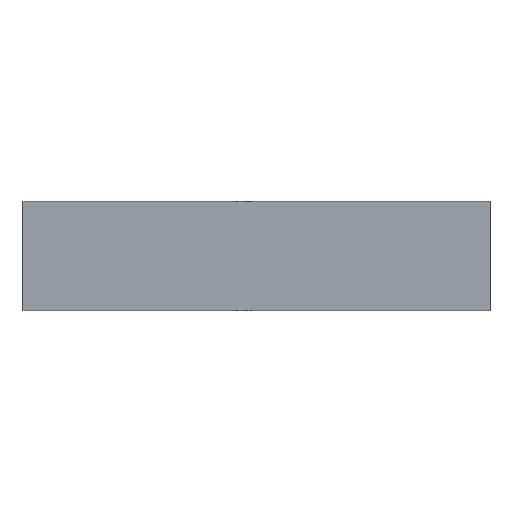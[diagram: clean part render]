
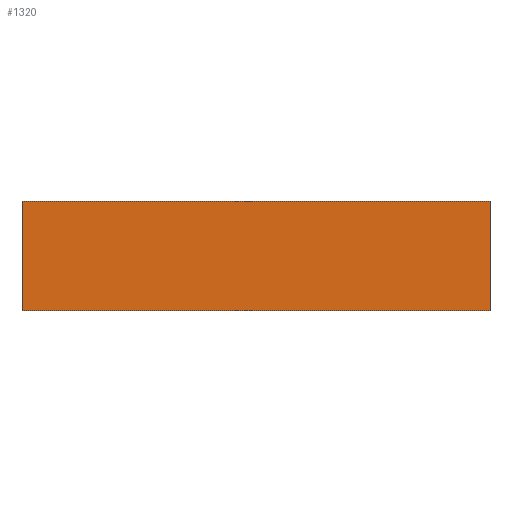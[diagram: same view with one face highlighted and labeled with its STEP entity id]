
A CAD part, left-side view. The second image highlights one B-rep face of the part: STEP entity #1320.
In plain terms, the highlighted planar face has unit normal (-1, 0, 0).
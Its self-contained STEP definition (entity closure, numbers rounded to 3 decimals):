
#32 = PLANE('',#33);
#33 = AXIS2_PLACEMENT_3D('',#34,#35,#36);
#34 = CARTESIAN_POINT('',(-10.,-30.,0.));
#35 = DIRECTION('',(0.,0.,-1.));
#36 = DIRECTION('',(-1.,0.,0.));
#169 = VERTEX_POINT('',#170);
#170 = CARTESIAN_POINT('',(-10.,-30.,0.));
#184 = PLANE('',#185);
#185 = AXIS2_PLACEMENT_3D('',#186,#187,#188);
#186 = CARTESIAN_POINT('',(-10.,-30.,0.));
#187 = DIRECTION('',(0.,1.,0.));
#188 = DIRECTION('',(1.,0.,0.));
#196 = EDGE_CURVE('',#197,#169,#199,.T.);
#197 = VERTEX_POINT('',#198);
#198 = CARTESIAN_POINT('',(-10.,30.,0.));
#199 = SURFACE_CURVE('',#200,(#204,#211),.PCURVE_S1.);
#200 = LINE('',#201,#202);
#201 = CARTESIAN_POINT('',(-10.,30.,0.));
#202 = VECTOR('',#203,1.);
#203 = DIRECTION('',(0.,-1.,0.));
#204 = PCURVE('',#32,#205);
#205 = DEFINITIONAL_REPRESENTATION('',(#206),#210);
#206 = LINE('',#207,#208);
#207 = CARTESIAN_POINT('',(0.,60.));
#208 = VECTOR('',#209,1.);
#209 = DIRECTION('',(0.,-1.));
#210 = ( GEOMETRIC_REPRESENTATION_CONTEXT(2) 
PARAMETRIC_REPRESENTATION_CONTEXT() REPRESENTATION_CONTEXT('2D SPACE',''
  ) );
#211 = PCURVE('',#212,#217);
#212 = PLANE('',#213);
#213 = AXIS2_PLACEMENT_3D('',#214,#215,#216);
#214 = CARTESIAN_POINT('',(-10.,30.,0.));
#215 = DIRECTION('',(1.,0.,0.));
#216 = DIRECTION('',(0.,-1.,0.));
#217 = DEFINITIONAL_REPRESENTATION('',(#218),#222);
#218 = LINE('',#219,#220);
#219 = CARTESIAN_POINT('',(0.,0.));
#220 = VECTOR('',#221,1.);
#221 = DIRECTION('',(1.,0.));
#222 = ( GEOMETRIC_REPRESENTATION_CONTEXT(2) 
PARAMETRIC_REPRESENTATION_CONTEXT() REPRESENTATION_CONTEXT('2D SPACE',''
  ) );
#240 = PLANE('',#241);
#241 = AXIS2_PLACEMENT_3D('',#242,#243,#244);
#242 = CARTESIAN_POINT('',(45.,30.,0.));
#243 = DIRECTION('',(0.,-1.,0.));
#244 = DIRECTION('',(-1.,0.,0.));
#1145 = VERTEX_POINT('',#1146);
#1146 = CARTESIAN_POINT('',(-10.,30.,14.));
#1160 = PLANE('',#1161);
#1161 = AXIS2_PLACEMENT_3D('',#1162,#1163,#1164);
#1162 = CARTESIAN_POINT('',(-10.,-30.,14.));
#1163 = DIRECTION('',(0.,0.,-1.));
#1164 = DIRECTION('',(-1.,0.,0.));
#1172 = EDGE_CURVE('',#197,#1145,#1173,.T.);
#1173 = SURFACE_CURVE('',#1174,(#1178,#1185),.PCURVE_S1.);
#1174 = LINE('',#1175,#1176);
#1175 = CARTESIAN_POINT('',(-10.,30.,0.));
#1176 = VECTOR('',#1177,1.);
#1177 = DIRECTION('',(0.,0.,1.));
#1178 = PCURVE('',#240,#1179);
#1179 = DEFINITIONAL_REPRESENTATION('',(#1180),#1184);
#1180 = LINE('',#1181,#1182);
#1181 = CARTESIAN_POINT('',(55.,0.));
#1182 = VECTOR('',#1183,1.);
#1183 = DIRECTION('',(0.,-1.));
#1184 = ( GEOMETRIC_REPRESENTATION_CONTEXT(2) 
PARAMETRIC_REPRESENTATION_CONTEXT() REPRESENTATION_CONTEXT('2D SPACE',''
  ) );
#1185 = PCURVE('',#212,#1186);
#1186 = DEFINITIONAL_REPRESENTATION('',(#1187),#1191);
#1187 = LINE('',#1188,#1189);
#1188 = CARTESIAN_POINT('',(0.,0.));
#1189 = VECTOR('',#1190,1.);
#1190 = DIRECTION('',(0.,-1.));
#1191 = ( GEOMETRIC_REPRESENTATION_CONTEXT(2) 
PARAMETRIC_REPRESENTATION_CONTEXT() REPRESENTATION_CONTEXT('2D SPACE',''
  ) );
#1320 = ADVANCED_FACE('',(#1321),#212,.F.);
#1321 = FACE_BOUND('',#1322,.F.);
#1322 = EDGE_LOOP('',(#1323,#1324,#1347,#1368));
#1323 = ORIENTED_EDGE('',*,*,#1172,.T.);
#1324 = ORIENTED_EDGE('',*,*,#1325,.T.);
#1325 = EDGE_CURVE('',#1145,#1326,#1328,.T.);
#1326 = VERTEX_POINT('',#1327);
#1327 = CARTESIAN_POINT('',(-10.,-30.,14.));
#1328 = SURFACE_CURVE('',#1329,(#1333,#1340),.PCURVE_S1.);
#1329 = LINE('',#1330,#1331);
#1330 = CARTESIAN_POINT('',(-10.,30.,14.));
#1331 = VECTOR('',#1332,1.);
#1332 = DIRECTION('',(0.,-1.,0.));
#1333 = PCURVE('',#212,#1334);
#1334 = DEFINITIONAL_REPRESENTATION('',(#1335),#1339);
#1335 = LINE('',#1336,#1337);
#1336 = CARTESIAN_POINT('',(0.,-14.));
#1337 = VECTOR('',#1338,1.);
#1338 = DIRECTION('',(1.,0.));
#1339 = ( GEOMETRIC_REPRESENTATION_CONTEXT(2) 
PARAMETRIC_REPRESENTATION_CONTEXT() REPRESENTATION_CONTEXT('2D SPACE',''
  ) );
#1340 = PCURVE('',#1160,#1341);
#1341 = DEFINITIONAL_REPRESENTATION('',(#1342),#1346);
#1342 = LINE('',#1343,#1344);
#1343 = CARTESIAN_POINT('',(0.,60.));
#1344 = VECTOR('',#1345,1.);
#1345 = DIRECTION('',(0.,-1.));
#1346 = ( GEOMETRIC_REPRESENTATION_CONTEXT(2) 
PARAMETRIC_REPRESENTATION_CONTEXT() REPRESENTATION_CONTEXT('2D SPACE',''
  ) );
#1347 = ORIENTED_EDGE('',*,*,#1348,.F.);
#1348 = EDGE_CURVE('',#169,#1326,#1349,.T.);
#1349 = SURFACE_CURVE('',#1350,(#1354,#1361),.PCURVE_S1.);
#1350 = LINE('',#1351,#1352);
#1351 = CARTESIAN_POINT('',(-10.,-30.,0.));
#1352 = VECTOR('',#1353,1.);
#1353 = DIRECTION('',(0.,0.,1.));
#1354 = PCURVE('',#212,#1355);
#1355 = DEFINITIONAL_REPRESENTATION('',(#1356),#1360);
#1356 = LINE('',#1357,#1358);
#1357 = CARTESIAN_POINT('',(60.,0.));
#1358 = VECTOR('',#1359,1.);
#1359 = DIRECTION('',(0.,-1.));
#1360 = ( GEOMETRIC_REPRESENTATION_CONTEXT(2) 
PARAMETRIC_REPRESENTATION_CONTEXT() REPRESENTATION_CONTEXT('2D SPACE',''
  ) );
#1361 = PCURVE('',#184,#1362);
#1362 = DEFINITIONAL_REPRESENTATION('',(#1363),#1367);
#1363 = LINE('',#1364,#1365);
#1364 = CARTESIAN_POINT('',(0.,0.));
#1365 = VECTOR('',#1366,1.);
#1366 = DIRECTION('',(0.,-1.));
#1367 = ( GEOMETRIC_REPRESENTATION_CONTEXT(2) 
PARAMETRIC_REPRESENTATION_CONTEXT() REPRESENTATION_CONTEXT('2D SPACE',''
  ) );
#1368 = ORIENTED_EDGE('',*,*,#196,.F.);
